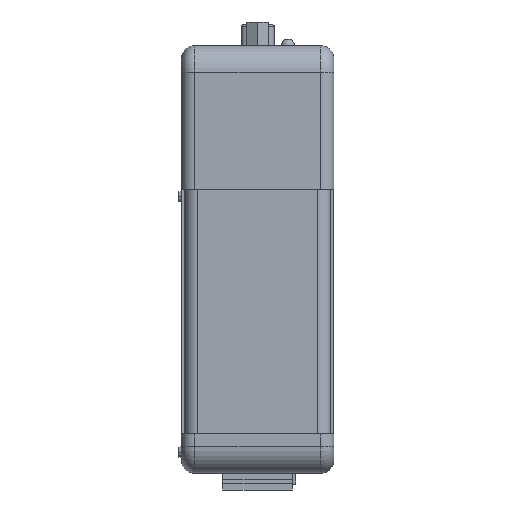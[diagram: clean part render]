
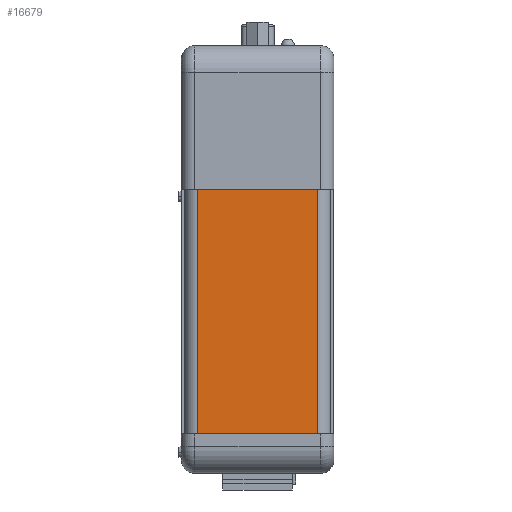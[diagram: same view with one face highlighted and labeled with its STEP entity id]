
A CAD part, front view. The second image highlights one B-rep face of the part: STEP entity #16679.
In plain terms, the highlighted planar face has unit normal (0, -1, 0).
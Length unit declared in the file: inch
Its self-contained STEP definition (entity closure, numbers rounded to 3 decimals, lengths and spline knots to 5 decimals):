
#742 = VERTEX_POINT ( 'NONE', #2440 ) ;
#1040 = ORIENTED_EDGE ( 'NONE', *, *, #7524, .T. ) ;
#1639 = FACE_OUTER_BOUND ( 'NONE', #12732, .T. ) ;
#1786 = DIRECTION ( 'NONE',  ( -1., 0., 0. ) ) ;
#2277 = DIRECTION ( 'NONE',  ( -1., 0., 0. ) ) ;
#2301 = CARTESIAN_POINT ( 'NONE',  ( 0.5625, -2.9225, 0.655 ) ) ;
#2440 = CARTESIAN_POINT ( 'NONE',  ( 0.5625, -2.9225, -1.63 ) ) ;
#2998 = AXIS2_PLACEMENT_3D ( 'NONE', #2301, #13530, #3901 ) ;
#3131 = DIRECTION ( 'NONE',  ( 0., 0., -1. ) ) ;
#3901 = DIRECTION ( 'NONE',  ( 0., 0., -1. ) ) ;
#5727 = VERTEX_POINT ( 'NONE', #7691 ) ;
#6631 = VECTOR ( 'NONE', #1786, 39.37008 ) ;
#7249 = DIRECTION ( 'NONE',  ( 0., 0., -1. ) ) ;
#7524 = EDGE_CURVE ( 'NONE', #5727, #12459, #12065, .T. ) ;
#7691 = CARTESIAN_POINT ( 'NONE',  ( -0.5625, -2.9225, 0.655 ) ) ;
#7926 = CARTESIAN_POINT ( 'NONE',  ( 0.5625, -2.9225, 0.655 ) ) ;
#8671 = LINE ( 'NONE', #11903, #17072 ) ;
#8754 = CARTESIAN_POINT ( 'NONE',  ( -0.5625, -2.9225, 0.655 ) ) ;
#10384 = LINE ( 'NONE', #11453, #6631 ) ;
#11453 = CARTESIAN_POINT ( 'NONE',  ( 0.5625, -2.9225, -1.63 ) ) ;
#11903 = CARTESIAN_POINT ( 'NONE',  ( 0.5625, -2.9225, 0.655 ) ) ;
#12065 = LINE ( 'NONE', #8754, #19852 ) ;
#12086 = VERTEX_POINT ( 'NONE', #18825 ) ;
#12459 = VERTEX_POINT ( 'NONE', #14346 ) ;
#12732 = EDGE_LOOP ( 'NONE', ( #17851, #20124, #19694, #1040 ) ) ;
#13530 = DIRECTION ( 'NONE',  ( 0., -1., 0. ) ) ;
#14346 = CARTESIAN_POINT ( 'NONE',  ( -0.5625, -2.9225, -1.63 ) ) ;
#14592 = VECTOR ( 'NONE', #3131, 39.37008 ) ;
#15052 = PLANE ( 'NONE',  #2998 ) ;
#16679 = ADVANCED_FACE ( 'NONE', ( #1639 ), #15052, .T. ) ;
#17072 = VECTOR ( 'NONE', #2277, 39.37008 ) ;
#17177 = EDGE_CURVE ( 'NONE', #12086, #5727, #8671, .T. ) ;
#17807 = EDGE_CURVE ( 'NONE', #12086, #742, #18679, .T. ) ;
#17851 = ORIENTED_EDGE ( 'NONE', *, *, #17892, .F. ) ;
#17892 = EDGE_CURVE ( 'NONE', #742, #12459, #10384, .T. ) ;
#18679 = LINE ( 'NONE', #7926, #14592 ) ;
#18825 = CARTESIAN_POINT ( 'NONE',  ( 0.5625, -2.9225, 0.655 ) ) ;
#19694 = ORIENTED_EDGE ( 'NONE', *, *, #17177, .T. ) ;
#19852 = VECTOR ( 'NONE', #7249, 39.37008 ) ;
#20124 = ORIENTED_EDGE ( 'NONE', *, *, #17807, .F. ) ;
